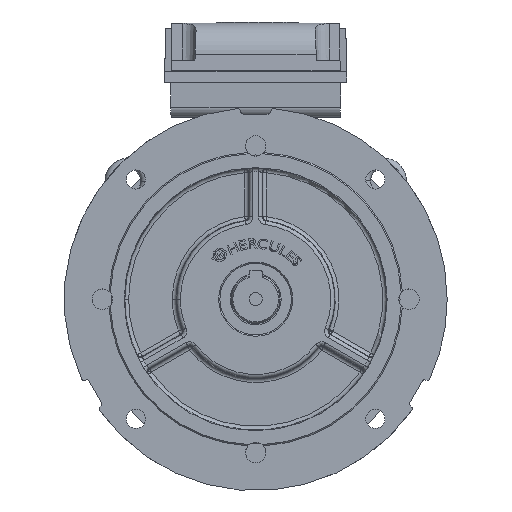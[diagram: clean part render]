
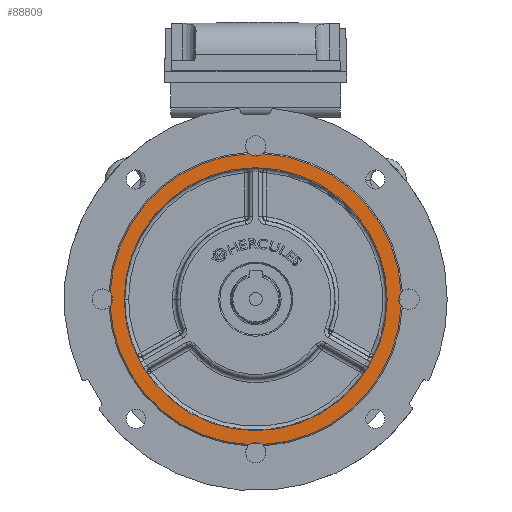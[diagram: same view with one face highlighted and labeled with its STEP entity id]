
A CAD part, top view. The second image highlights one B-rep face of the part: STEP entity #88809.
In plain terms, the highlighted planar face has unit normal (0, 0, 1).
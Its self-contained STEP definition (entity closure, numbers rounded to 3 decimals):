
#1712 = ORIENTED_EDGE ( 'NONE', *, *, #19710, .F. ) ;
#2014 = CARTESIAN_POINT ( 'NONE',  ( -5.156, -113.883, 66.5 ) ) ;
#2036 = DIRECTION ( 'NONE',  ( 0., 0., 1. ) ) ;
#3281 = DIRECTION ( 'NONE',  ( 0., -1., 0. ) ) ;
#3600 = CIRCLE ( 'NONE', #68470, 114. ) ;
#4614 = EDGE_CURVE ( 'NONE', #40878, #25767, #85802, .T. ) ;
#4882 = DIRECTION ( 'NONE',  ( 0., 0., -1. ) ) ;
#5737 = EDGE_CURVE ( 'NONE', #80306, #25767, #3600, .T. ) ;
#5961 = DIRECTION ( 'NONE',  ( 1., 0., 0. ) ) ;
#7103 = AXIS2_PLACEMENT_3D ( 'NONE', #74234, #60242, #54342 ) ;
#7542 = CARTESIAN_POINT ( 'NONE',  ( 0., 0., 66.5 ) ) ;
#7774 = DIRECTION ( 'NONE',  ( 0., 0., 1. ) ) ;
#8437 = VERTEX_POINT ( 'NONE', #48578 ) ;
#9851 = CIRCLE ( 'NONE', #15594, 102.93 ) ;
#9954 = ORIENTED_EDGE ( 'NONE', *, *, #48662, .F. ) ;
#10422 = CIRCLE ( 'NONE', #17652, 114. ) ;
#10500 = ORIENTED_EDGE ( 'NONE', *, *, #4614, .F. ) ;
#11337 = CARTESIAN_POINT ( 'NONE',  ( 0., 0., 66.5 ) ) ;
#12479 = EDGE_CURVE ( 'NONE', #8437, #25728, #38211, .T. ) ;
#14106 = CARTESIAN_POINT ( 'NONE',  ( 113.883, 5.156, 66.5 ) ) ;
#14983 = DIRECTION ( 'NONE',  ( 1., 0., 0. ) ) ;
#15270 = VERTEX_POINT ( 'NONE', #58106 ) ;
#15594 = AXIS2_PLACEMENT_3D ( 'NONE', #11337, #18575, #38848 ) ;
#16095 = DIRECTION ( 'NONE',  ( 0., 0., 1. ) ) ;
#16831 = AXIS2_PLACEMENT_3D ( 'NONE', #57703, #23427, #30189 ) ;
#16913 = EDGE_LOOP ( 'NONE', ( #10500, #77734, #1712, #80000, #18412, #9954, #62215, #23748, #79855, #59105 ) ) ;
#17652 = AXIS2_PLACEMENT_3D ( 'NONE', #28098, #7774, #14983 ) ;
#18412 = ORIENTED_EDGE ( 'NONE', *, *, #80861, .T. ) ;
#18575 = DIRECTION ( 'NONE',  ( 0., 0., -1. ) ) ;
#19710 = EDGE_CURVE ( 'NONE', #27422, #15270, #44592, .T. ) ;
#20087 = EDGE_CURVE ( 'NONE', #82920, #27422, #46034, .T. ) ;
#23427 = DIRECTION ( 'NONE',  ( 0., 0., 1. ) ) ;
#23549 = CARTESIAN_POINT ( 'NONE',  ( -113.883, -5.156, 66.5 ) ) ;
#23748 = ORIENTED_EDGE ( 'NONE', *, *, #12479, .F. ) ;
#24523 = CARTESIAN_POINT ( 'NONE',  ( 120., 0., 66.5 ) ) ;
#25728 = VERTEX_POINT ( 'NONE', #71512 ) ;
#25767 = VERTEX_POINT ( 'NONE', #2014 ) ;
#27422 = VERTEX_POINT ( 'NONE', #38449 ) ;
#28098 = CARTESIAN_POINT ( 'NONE',  ( 0., 0., 66.5 ) ) ;
#28154 = EDGE_CURVE ( 'NONE', #80306, #8437, #58576, .T. ) ;
#28597 = DIRECTION ( 'NONE',  ( 0., 0., 1. ) ) ;
#29591 = FACE_OUTER_BOUND ( 'NONE', #16913, .T. ) ;
#29623 = DIRECTION ( 'NONE',  ( 1., 0., 0. ) ) ;
#30189 = DIRECTION ( 'NONE',  ( 1., 0., 0. ) ) ;
#30796 = AXIS2_PLACEMENT_3D ( 'NONE', #7542, #16095, #29623 ) ;
#32022 = CIRCLE ( 'NONE', #62291, 102.93 ) ;
#32272 = CARTESIAN_POINT ( 'NONE',  ( -120., 0., 66.5 ) ) ;
#33183 = EDGE_LOOP ( 'NONE', ( #61018, #56233 ) ) ;
#33238 = AXIS2_PLACEMENT_3D ( 'NONE', #35916, #2036, #87172 ) ;
#35916 = CARTESIAN_POINT ( 'NONE',  ( 0., 95., 66.5 ) ) ;
#38211 = CIRCLE ( 'NONE', #84343, 8. ) ;
#38449 = CARTESIAN_POINT ( 'NONE',  ( 112., 0., 66.5 ) ) ;
#38640 = EDGE_CURVE ( 'NONE', #51055, #63789, #32022, .T. ) ;
#38848 = DIRECTION ( 'NONE',  ( 1., 0., 0. ) ) ;
#39346 = CARTESIAN_POINT ( 'NONE',  ( 5.156, 113.883, 66.5 ) ) ;
#39473 = DIRECTION ( 'NONE',  ( 0., 1., 0. ) ) ;
#40261 = DIRECTION ( 'NONE',  ( 0., 0., 1. ) ) ;
#40878 = VERTEX_POINT ( 'NONE', #72294 ) ;
#42114 = DIRECTION ( 'NONE',  ( 1., 0., 0. ) ) ;
#42944 = DIRECTION ( 'NONE',  ( 0., 1., 0. ) ) ;
#43228 = DIRECTION ( 'NONE',  ( 0., 0., 1. ) ) ;
#43796 = CARTESIAN_POINT ( 'NONE',  ( -102.93, 0., 66.5 ) ) ;
#44524 = EDGE_CURVE ( 'NONE', #40878, #15270, #69695, .T. ) ;
#44592 = CIRCLE ( 'NONE', #89206, 8. ) ;
#46034 = CIRCLE ( 'NONE', #7103, 8. ) ;
#46298 = VERTEX_POINT ( 'NONE', #39346 ) ;
#46956 = AXIS2_PLACEMENT_3D ( 'NONE', #64854, #43228, #50473 ) ;
#48578 = CARTESIAN_POINT ( 'NONE',  ( -112., 0., 66.5 ) ) ;
#48662 = EDGE_CURVE ( 'NONE', #51584, #46298, #64204, .T. ) ;
#50473 = DIRECTION ( 'NONE',  ( -1., 0., 0. ) ) ;
#51055 = VERTEX_POINT ( 'NONE', #43796 ) ;
#51584 = VERTEX_POINT ( 'NONE', #73510 ) ;
#52105 = EDGE_CURVE ( 'NONE', #63789, #51055, #9851, .T. ) ;
#54342 = DIRECTION ( 'NONE',  ( 0., -1., 0. ) ) ;
#56233 = ORIENTED_EDGE ( 'NONE', *, *, #38640, .T. ) ;
#57703 = CARTESIAN_POINT ( 'NONE',  ( 0., 0., 66.5 ) ) ;
#58106 = CARTESIAN_POINT ( 'NONE',  ( 113.883, -5.156, 66.5 ) ) ;
#58576 = CIRCLE ( 'NONE', #80161, 8. ) ;
#58906 = EDGE_CURVE ( 'NONE', #51584, #25728, #10422, .T. ) ;
#59105 = ORIENTED_EDGE ( 'NONE', *, *, #5737, .T. ) ;
#59663 = PLANE ( 'NONE',  #33238 ) ;
#60242 = DIRECTION ( 'NONE',  ( 0., 0., 1. ) ) ;
#61018 = ORIENTED_EDGE ( 'NONE', *, *, #52105, .T. ) ;
#62215 = ORIENTED_EDGE ( 'NONE', *, *, #58906, .T. ) ;
#62291 = AXIS2_PLACEMENT_3D ( 'NONE', #72589, #4882, #66261 ) ;
#63789 = VERTEX_POINT ( 'NONE', #85110 ) ;
#64204 = CIRCLE ( 'NONE', #67050, 8. ) ;
#64854 = CARTESIAN_POINT ( 'NONE',  ( 0., -120., 66.5 ) ) ;
#65813 = CIRCLE ( 'NONE', #16831, 114. ) ;
#66261 = DIRECTION ( 'NONE',  ( 1., 0., 0. ) ) ;
#67050 = AXIS2_PLACEMENT_3D ( 'NONE', #75095, #28597, #42114 ) ;
#68470 = AXIS2_PLACEMENT_3D ( 'NONE', #87653, #40261, #5961 ) ;
#69695 = CIRCLE ( 'NONE', #30796, 114. ) ;
#70895 = CARTESIAN_POINT ( 'NONE',  ( -120., 0., 66.5 ) ) ;
#71512 = CARTESIAN_POINT ( 'NONE',  ( -113.883, 5.156, 66.5 ) ) ;
#72294 = CARTESIAN_POINT ( 'NONE',  ( 5.156, -113.883, 66.5 ) ) ;
#72589 = CARTESIAN_POINT ( 'NONE',  ( 0., 0., 66.5 ) ) ;
#73510 = CARTESIAN_POINT ( 'NONE',  ( -5.156, 113.883, 66.5 ) ) ;
#74234 = CARTESIAN_POINT ( 'NONE',  ( 120., 0., 66.5 ) ) ;
#74249 = DIRECTION ( 'NONE',  ( 0., 0., 1. ) ) ;
#75095 = CARTESIAN_POINT ( 'NONE',  ( 0., 120., 66.5 ) ) ;
#77256 = DIRECTION ( 'NONE',  ( 0., 0., 1. ) ) ;
#77734 = ORIENTED_EDGE ( 'NONE', *, *, #44524, .T. ) ;
#79546 = DIRECTION ( 'NONE',  ( 0., 0., 1. ) ) ;
#79855 = ORIENTED_EDGE ( 'NONE', *, *, #28154, .F. ) ;
#80000 = ORIENTED_EDGE ( 'NONE', *, *, #20087, .F. ) ;
#80161 = AXIS2_PLACEMENT_3D ( 'NONE', #32272, #74249, #39473 ) ;
#80306 = VERTEX_POINT ( 'NONE', #23549 ) ;
#80861 = EDGE_CURVE ( 'NONE', #82920, #46298, #65813, .T. ) ;
#82920 = VERTEX_POINT ( 'NONE', #14106 ) ;
#84343 = AXIS2_PLACEMENT_3D ( 'NONE', #70895, #77256, #42944 ) ;
#85110 = CARTESIAN_POINT ( 'NONE',  ( 102.93, 0., 66.5 ) ) ;
#85802 = CIRCLE ( 'NONE', #46956, 8. ) ;
#86737 = FACE_BOUND ( 'NONE', #33183, .T. ) ;
#87172 = DIRECTION ( 'NONE',  ( 1., 0., 0. ) ) ;
#87653 = CARTESIAN_POINT ( 'NONE',  ( 0., 0., 66.5 ) ) ;
#88809 = ADVANCED_FACE ( 'NONE', ( #29591, #86737 ), #59663, .T. ) ;
#89206 = AXIS2_PLACEMENT_3D ( 'NONE', #24523, #79546, #3281 ) ;
